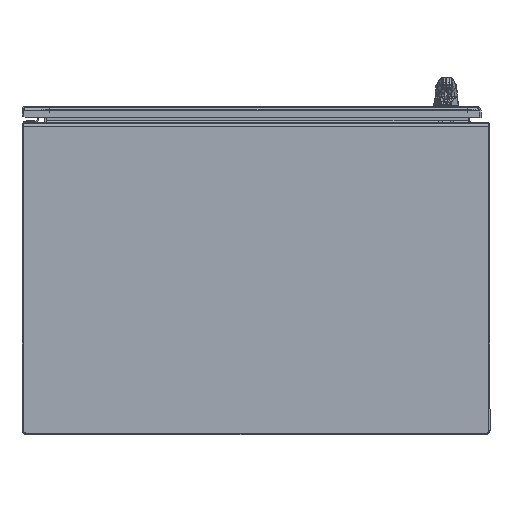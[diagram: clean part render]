
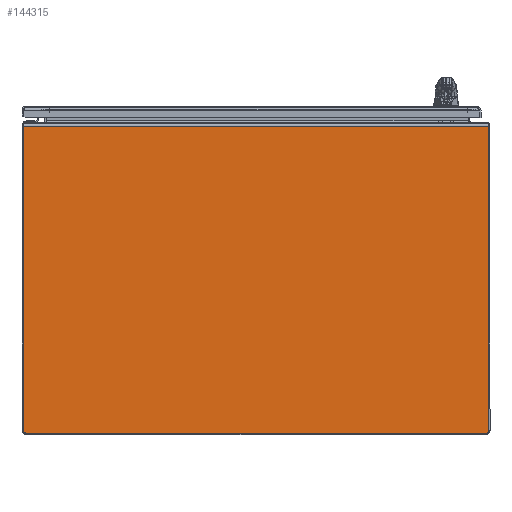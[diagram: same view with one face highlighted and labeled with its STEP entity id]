
A CAD part, front view. The second image highlights one B-rep face of the part: STEP entity #144315.
In plain terms, the highlighted planar face has unit normal (0, -1, 0).
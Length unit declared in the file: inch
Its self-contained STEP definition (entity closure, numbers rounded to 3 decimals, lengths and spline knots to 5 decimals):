
#10591 = CARTESIAN_POINT ( 'NONE',  ( -17.9585, -36.0625, 2.532 ) ) ;
#15114 = DIRECTION ( 'NONE',  ( 0., 0., 1. ) ) ;
#26713 = CARTESIAN_POINT ( 'NONE',  ( -17.9585, -36.0625, 14.2405 ) ) ;
#31574 = FACE_OUTER_BOUND ( 'NONE', #57180, .T. ) ;
#34914 = CARTESIAN_POINT ( 'NONE',  ( 0., -36.0625, 2.532 ) ) ;
#38219 = EDGE_CURVE ( 'NONE', #80139, #87095, #177292, .T. ) ;
#44489 = LINE ( 'NONE', #10591, #203592 ) ;
#46586 = VECTOR ( 'NONE', #105800, 39.37008 ) ;
#51427 = VECTOR ( 'NONE', #175627, 39.37008 ) ;
#56752 = EDGE_CURVE ( 'NONE', #57010, #80139, #44489, .T. ) ;
#57010 = VERTEX_POINT ( 'NONE', #26713 ) ;
#57180 = EDGE_LOOP ( 'NONE', ( #75312, #101797, #224103, #200789 ) ) ;
#67944 = CARTESIAN_POINT ( 'NONE',  ( 17.9585, -36.0625, 14.2405 ) ) ;
#70397 = AXIS2_PLACEMENT_3D ( 'NONE', #34914, #85415, #15114 ) ;
#70439 = EDGE_CURVE ( 'NONE', #87095, #140876, #92820, .T. ) ;
#75312 = ORIENTED_EDGE ( 'NONE', *, *, #38219, .T. ) ;
#80139 = VERTEX_POINT ( 'NONE', #161662 ) ;
#85415 = DIRECTION ( 'NONE',  ( 0., -1., 0. ) ) ;
#87095 = VERTEX_POINT ( 'NONE', #94450 ) ;
#92820 = LINE ( 'NONE', #109237, #46586 ) ;
#94233 = VECTOR ( 'NONE', #227757, 39.37008 ) ;
#94450 = CARTESIAN_POINT ( 'NONE',  ( 17.9585, -36.0625, -9.4265 ) ) ;
#101797 = ORIENTED_EDGE ( 'NONE', *, *, #70439, .T. ) ;
#105800 = DIRECTION ( 'NONE',  ( 0., 0., 1. ) ) ;
#109237 = CARTESIAN_POINT ( 'NONE',  ( 17.9585, -36.0625, 2.532 ) ) ;
#140876 = VERTEX_POINT ( 'NONE', #67944 ) ;
#144032 = LINE ( 'NONE', #215344, #51427 ) ;
#144315 = ADVANCED_FACE ( 'NONE', ( #31574 ), #177820, .T. ) ;
#159775 = CARTESIAN_POINT ( 'NONE',  ( 0., -36.0625, -9.4265 ) ) ;
#161662 = CARTESIAN_POINT ( 'NONE',  ( -17.9585, -36.0625, -9.4265 ) ) ;
#175627 = DIRECTION ( 'NONE',  ( -1., 0., 0. ) ) ;
#177292 = LINE ( 'NONE', #159775, #94233 ) ;
#177820 = PLANE ( 'NONE',  #70397 ) ;
#200789 = ORIENTED_EDGE ( 'NONE', *, *, #56752, .T. ) ;
#203292 = EDGE_CURVE ( 'NONE', #140876, #57010, #144032, .T. ) ;
#203592 = VECTOR ( 'NONE', #207246, 39.37008 ) ;
#207246 = DIRECTION ( 'NONE',  ( 0., 0., -1. ) ) ;
#215344 = CARTESIAN_POINT ( 'NONE',  ( 0., -36.0625, 14.2405 ) ) ;
#224103 = ORIENTED_EDGE ( 'NONE', *, *, #203292, .T. ) ;
#227757 = DIRECTION ( 'NONE',  ( 1., 0., 0. ) ) ;
